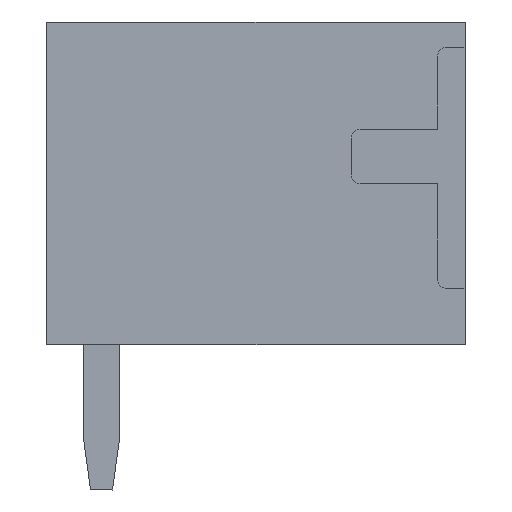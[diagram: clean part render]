
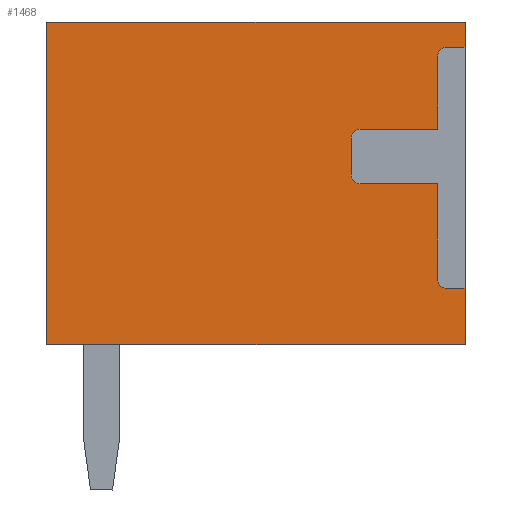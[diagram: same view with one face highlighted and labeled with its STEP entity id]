
A CAD part, left-side view. The second image highlights one B-rep face of the part: STEP entity #1468.
In plain terms, the highlighted planar face has unit normal (-1, 0, 0).
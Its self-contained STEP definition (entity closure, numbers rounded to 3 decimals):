
#1368=AXIS2_PLACEMENT_3D('Plane Axis2P3D',#1365,#1366,#1367) ;
#1384=AXIS2_PLACEMENT_3D('Circle Axis2P3D',#1382,#1383,$) ;
#1405=AXIS2_PLACEMENT_3D('Circle Axis2P3D',#1403,#1404,$) ;
#1419=AXIS2_PLACEMENT_3D('Circle Axis2P3D',#1417,#1418,$) ;
#1440=AXIS2_PLACEMENT_3D('Circle Axis2P3D',#1438,#1439,$) ;
#77=CARTESIAN_POINT('Vertex',(0.3,0.,10.3)) ;
#80=CARTESIAN_POINT('Line Origine',(0.3,0.,10.02)) ;
#84=CARTESIAN_POINT('Vertex',(0.3,0.,9.74)) ;
#105=CARTESIAN_POINT('Vertex',(0.3,0.,4.44)) ;
#108=CARTESIAN_POINT('Line Origine',(0.3,0.,3.82)) ;
#112=CARTESIAN_POINT('Vertex',(0.3,0.,3.2)) ;
#1063=CARTESIAN_POINT('Vertex',(0.3,9.2,10.3)) ;
#1066=CARTESIAN_POINT('Line Origine',(0.3,4.6,10.3)) ;
#1293=CARTESIAN_POINT('Line Origine',(0.3,4.6,3.2)) ;
#1297=CARTESIAN_POINT('Vertex',(0.3,9.2,3.2)) ;
#1365=CARTESIAN_POINT('Axis2P3D Location',(0.3,0.,0.)) ;
#1370=CARTESIAN_POINT('Line Origine',(0.3,9.2,6.75)) ;
#1375=CARTESIAN_POINT('Line Origine',(0.3,0.2,4.44)) ;
#1379=CARTESIAN_POINT('Vertex',(0.3,0.4,4.44)) ;
#1382=CARTESIAN_POINT('Axis2P3D Location',(0.3,0.4,4.64)) ;
#1386=CARTESIAN_POINT('Vertex',(0.3,0.6,4.64)) ;
#1389=CARTESIAN_POINT('Line Origine',(0.3,0.6,5.69)) ;
#1393=CARTESIAN_POINT('Vertex',(0.3,0.6,6.74)) ;
#1396=CARTESIAN_POINT('Line Origine',(0.3,1.45,6.74)) ;
#1400=CARTESIAN_POINT('Vertex',(0.3,2.3,6.74)) ;
#1403=CARTESIAN_POINT('Axis2P3D Location',(0.3,2.3,6.94)) ;
#1407=CARTESIAN_POINT('Vertex',(0.3,2.5,6.94)) ;
#1410=CARTESIAN_POINT('Line Origine',(0.3,2.5,7.34)) ;
#1414=CARTESIAN_POINT('Vertex',(0.3,2.5,7.74)) ;
#1417=CARTESIAN_POINT('Axis2P3D Location',(0.3,2.3,7.74)) ;
#1421=CARTESIAN_POINT('Vertex',(0.3,2.3,7.94)) ;
#1424=CARTESIAN_POINT('Line Origine',(0.3,1.45,7.94)) ;
#1428=CARTESIAN_POINT('Vertex',(0.3,0.6,7.94)) ;
#1431=CARTESIAN_POINT('Line Origine',(0.3,0.6,8.74)) ;
#1435=CARTESIAN_POINT('Vertex',(0.3,0.6,9.54)) ;
#1438=CARTESIAN_POINT('Axis2P3D Location',(0.3,0.4,9.54)) ;
#1442=CARTESIAN_POINT('Vertex',(0.3,0.4,9.74)) ;
#1445=CARTESIAN_POINT('Line Origine',(0.3,0.2,9.74)) ;
#81=DIRECTION('Vector Direction',(0.,0.,-1.)) ;
#109=DIRECTION('Vector Direction',(0.,0.,-1.)) ;
#1067=DIRECTION('Vector Direction',(0.,-1.,0.)) ;
#1294=DIRECTION('Vector Direction',(0.,1.,0.)) ;
#1366=DIRECTION('Axis2P3D Direction',(-1.,0.,0.)) ;
#1367=DIRECTION('Axis2P3D XDirection',(0.,-1.,0.)) ;
#1371=DIRECTION('Vector Direction',(0.,0.,1.)) ;
#1376=DIRECTION('Vector Direction',(0.,-1.,0.)) ;
#1383=DIRECTION('Axis2P3D Direction',(-1.,0.,0.)) ;
#1390=DIRECTION('Vector Direction',(0.,0.,-1.)) ;
#1397=DIRECTION('Vector Direction',(0.,-1.,0.)) ;
#1404=DIRECTION('Axis2P3D Direction',(-1.,0.,0.)) ;
#1411=DIRECTION('Vector Direction',(0.,0.,-1.)) ;
#1418=DIRECTION('Axis2P3D Direction',(-1.,0.,0.)) ;
#1425=DIRECTION('Vector Direction',(0.,1.,0.)) ;
#1432=DIRECTION('Vector Direction',(0.,0.,-1.)) ;
#1439=DIRECTION('Axis2P3D Direction',(-1.,0.,0.)) ;
#1446=DIRECTION('Vector Direction',(0.,1.,0.)) ;
#82=VECTOR('Line Direction',#81,1.) ;
#110=VECTOR('Line Direction',#109,1.) ;
#1068=VECTOR('Line Direction',#1067,1.) ;
#1295=VECTOR('Line Direction',#1294,1.) ;
#1372=VECTOR('Line Direction',#1371,1.) ;
#1377=VECTOR('Line Direction',#1376,1.) ;
#1391=VECTOR('Line Direction',#1390,1.) ;
#1398=VECTOR('Line Direction',#1397,1.) ;
#1412=VECTOR('Line Direction',#1411,1.) ;
#1426=VECTOR('Line Direction',#1425,1.) ;
#1433=VECTOR('Line Direction',#1432,1.) ;
#1447=VECTOR('Line Direction',#1446,1.) ;
#1451=ORIENTED_EDGE('',*,*,#86,.T.) ;
#1452=ORIENTED_EDGE('',*,*,#1070,.T.) ;
#1453=ORIENTED_EDGE('',*,*,#1374,.T.) ;
#1454=ORIENTED_EDGE('',*,*,#1299,.T.) ;
#1455=ORIENTED_EDGE('',*,*,#114,.T.) ;
#1456=ORIENTED_EDGE('',*,*,#1381,.T.) ;
#1457=ORIENTED_EDGE('',*,*,#1388,.T.) ;
#1458=ORIENTED_EDGE('',*,*,#1395,.T.) ;
#1459=ORIENTED_EDGE('',*,*,#1402,.T.) ;
#1460=ORIENTED_EDGE('',*,*,#1409,.T.) ;
#1461=ORIENTED_EDGE('',*,*,#1416,.T.) ;
#1462=ORIENTED_EDGE('',*,*,#1423,.T.) ;
#1463=ORIENTED_EDGE('',*,*,#1430,.T.) ;
#1464=ORIENTED_EDGE('',*,*,#1437,.T.) ;
#1465=ORIENTED_EDGE('',*,*,#1444,.T.) ;
#1466=ORIENTED_EDGE('',*,*,#1449,.T.) ;
#1468=ADVANCED_FACE('HOUSING',(#1467),#1369,.T.) ;
#1385=CIRCLE('generated circle',#1384,0.2) ;
#1406=CIRCLE('generated circle',#1405,0.2) ;
#1420=CIRCLE('generated circle',#1419,0.2) ;
#1441=CIRCLE('generated circle',#1440,0.2) ;
#86=EDGE_CURVE('',#85,#78,#83,.F.) ;
#114=EDGE_CURVE('',#113,#106,#111,.F.) ;
#1070=EDGE_CURVE('',#78,#1064,#1069,.F.) ;
#1299=EDGE_CURVE('',#1298,#113,#1296,.F.) ;
#1374=EDGE_CURVE('',#1064,#1298,#1373,.F.) ;
#1381=EDGE_CURVE('',#106,#1380,#1378,.F.) ;
#1388=EDGE_CURVE('',#1380,#1387,#1385,.F.) ;
#1395=EDGE_CURVE('',#1387,#1394,#1392,.F.) ;
#1402=EDGE_CURVE('',#1394,#1401,#1399,.F.) ;
#1409=EDGE_CURVE('',#1401,#1408,#1406,.F.) ;
#1416=EDGE_CURVE('',#1408,#1415,#1413,.F.) ;
#1423=EDGE_CURVE('',#1415,#1422,#1420,.F.) ;
#1430=EDGE_CURVE('',#1422,#1429,#1427,.F.) ;
#1437=EDGE_CURVE('',#1429,#1436,#1434,.F.) ;
#1444=EDGE_CURVE('',#1436,#1443,#1441,.F.) ;
#1449=EDGE_CURVE('',#1443,#85,#1448,.F.) ;
#1450=EDGE_LOOP('',(#1451,#1452,#1453,#1454,#1455,#1456,#1457,#1458,#1459,#1460,#1461,#1462,#1463,#1464,#1465,#1466)) ;
#1467=FACE_OUTER_BOUND('',#1450,.T.) ;
#83=LINE('Line',#80,#82) ;
#111=LINE('Line',#108,#110) ;
#1069=LINE('Line',#1066,#1068) ;
#1296=LINE('Line',#1293,#1295) ;
#1373=LINE('Line',#1370,#1372) ;
#1378=LINE('Line',#1375,#1377) ;
#1392=LINE('Line',#1389,#1391) ;
#1399=LINE('Line',#1396,#1398) ;
#1413=LINE('Line',#1410,#1412) ;
#1427=LINE('Line',#1424,#1426) ;
#1434=LINE('Line',#1431,#1433) ;
#1448=LINE('Line',#1445,#1447) ;
#1369=PLANE('',#1368) ;
#78=VERTEX_POINT('',#77) ;
#85=VERTEX_POINT('',#84) ;
#106=VERTEX_POINT('',#105) ;
#113=VERTEX_POINT('',#112) ;
#1064=VERTEX_POINT('',#1063) ;
#1298=VERTEX_POINT('',#1297) ;
#1380=VERTEX_POINT('',#1379) ;
#1387=VERTEX_POINT('',#1386) ;
#1394=VERTEX_POINT('',#1393) ;
#1401=VERTEX_POINT('',#1400) ;
#1408=VERTEX_POINT('',#1407) ;
#1415=VERTEX_POINT('',#1414) ;
#1422=VERTEX_POINT('',#1421) ;
#1429=VERTEX_POINT('',#1428) ;
#1436=VERTEX_POINT('',#1435) ;
#1443=VERTEX_POINT('',#1442) ;
